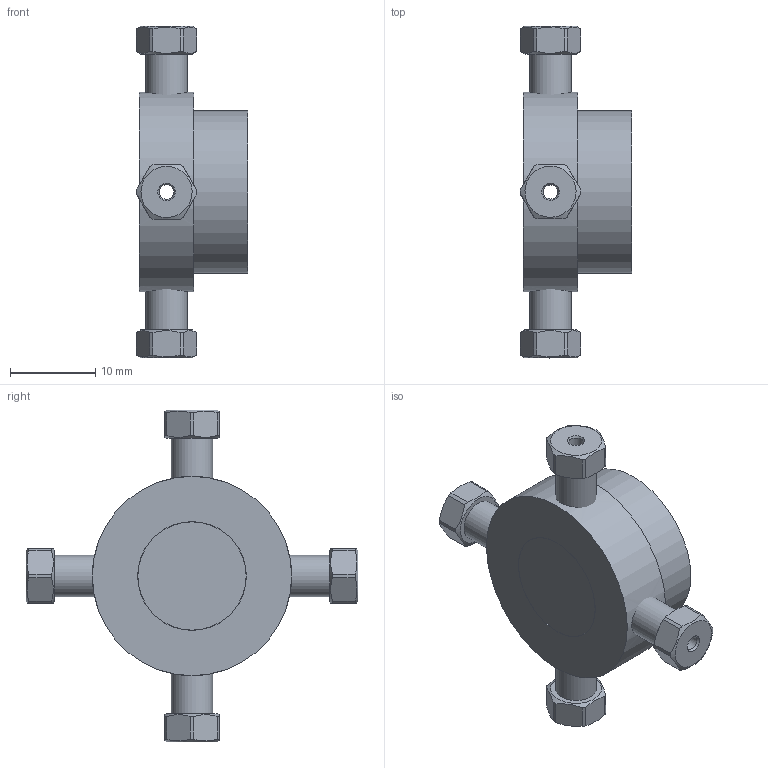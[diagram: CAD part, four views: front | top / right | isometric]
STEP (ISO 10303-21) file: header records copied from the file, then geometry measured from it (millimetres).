
FILE_DESCRIPTION((''),'2;1');
FILE_NAME('305062-MX1S6 Micro volume 1-16 Cross.stp','2013-08-22T09:04:22',('Franzp'),(''),'Autodesk Inventor 2013','Autodesk Inventor 2013','');
FILE_SCHEMA(('AUTOMOTIVE_DESIGN { 1 0 10303 214 1 1 1 1 }'));
Length unit declared in the file: millimetre
Products named in the file (1): 305062_Shrinkwrap_1
Bounding box: 13.07 x 38.92 x 38.92 mm (x, y, z)
Surface area: 2934 mm2 (no closed solid volume)
Topology: 0 solids, 7 shells, 85 faces, 228 edges, 155 vertices
Faces by surface type: plane 37, cylinder 35, cone 13
Full cylindrical faces by diameter (mm): 1.727 x4, 3.302 x1, 4.826 x4, 19.05 x1, 23.368 x1
Entity records: 2668 total; most frequent: CARTESIAN_POINT 654, DIRECTION 392, ORIENTED_EDGE 360, EDGE_CURVE 190, AXIS2_PLACEMENT_3D 172, VERTEX_POINT 142, EDGE_LOOP 124, CIRCLE 86
